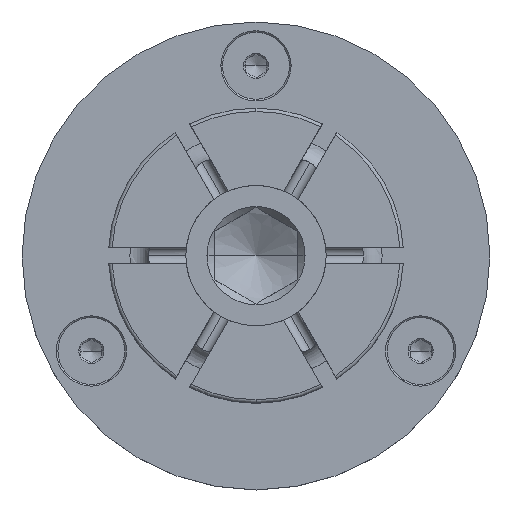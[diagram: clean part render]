
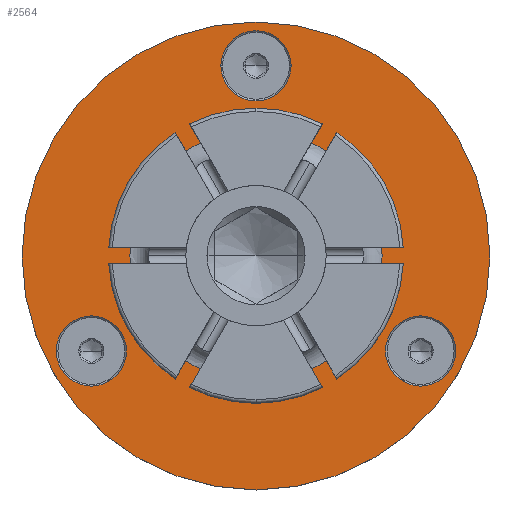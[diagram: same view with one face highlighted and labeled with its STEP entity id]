
A CAD part, top view. The second image highlights one B-rep face of the part: STEP entity #2564.
In plain terms, the highlighted planar face has unit normal (0, 0, 1).
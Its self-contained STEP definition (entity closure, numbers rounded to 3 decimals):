
#986=VERTEX_POINT('',#2725);
#1032=VERTEX_POINT('',#2777);
#1072=EDGE_CURVE('',#2480,#1530,#2820,.T.);
#1092=VERTEX_POINT('',#2843);
#1200=VERTEX_POINT('',#2961);
#1386=EDGE_CURVE('',#2068,#1032,#3159,.T.);
#1526=EDGE_CURVE('',#1092,#1200,#3321,.T.);
#1530=VERTEX_POINT('',#3325);
#1556=EDGE_CURVE('',#2490,#2582,#3355,.T.);
#1742=EDGE_CURVE('',#2582,#2490,#3562,.T.);
#1862=EDGE_CURVE('',#1200,#2142,#3696,.T.);
#1978=EDGE_CURVE('',#2110,#986,#3826,.T.);
#2068=VERTEX_POINT('',#3928);
#2110=VERTEX_POINT('',#3975);
#2142=VERTEX_POINT('',#4009);
#2170=EDGE_CURVE('',#1032,#2068,#4042,.T.);
#2208=EDGE_CURVE('',#986,#2110,#4084,.T.);
#2418=EDGE_CURVE('',#2142,#1092,#4309,.T.);
#2480=VERTEX_POINT('',#4376);
#2490=VERTEX_POINT('',#4386);
#2512=EDGE_CURVE('',#1530,#2480,#4410,.T.);
#2564=ADVANCED_FACE('',(#4465,#4466,#4467,#4468,#4469),#4470,.T.);
#2582=VERTEX_POINT('',#4490);
#2725=CARTESIAN_POINT('',(-21.802,-7.738,6.4));
#2777=CARTESIAN_POINT('',(-4.2,22.75,6.4));
#2820=CIRCLE('',#4969,28.0);
#2843=CARTESIAN_POINT('',(15.1,0.,6.4));
#2961=CARTESIAN_POINT('',(0.,-15.1,6.4));
#3159=CIRCLE('',#5800,4.2);
#3321=CIRCLE('',#6181,15.1);
#3325=CARTESIAN_POINT('',(28.0,0.0,6.4));
#3355=CIRCLE('',#6225,4.2);
#3562=CIRCLE('',#6714,4.2);
#3696=CIRCLE('',#6942,15.1);
#3826=CIRCLE('',#7213,4.2);
#3928=CARTESIAN_POINT('',(4.2,22.75,6.4));
#3975=CARTESIAN_POINT('',(-17.602,-15.012,6.4));
#4009=CARTESIAN_POINT('',(0.,15.1,6.4));
#4042=CIRCLE('',#7743,4.2);
#4084=CIRCLE('',#7851,4.2);
#4309=CIRCLE('',#8401,15.1);
#4376=CARTESIAN_POINT('',(-28.0,0.,6.4));
#4386=CARTESIAN_POINT('',(17.602,-15.012,6.4));
#4410=CIRCLE('',#8620,28.0);
#4465=FACE_BOUND('',#8720,.T.);
#4466=FACE_BOUND('',#8721,.T.);
#4467=FACE_BOUND('',#8722,.T.);
#4468=FACE_BOUND('',#8723,.T.);
#4469=FACE_OUTER_BOUND('',#8724,.T.);
#4470=PLANE('',#8725);
#4490=CARTESIAN_POINT('',(21.802,-7.738,6.4));
#4969=AXIS2_PLACEMENT_3D('',#8993,#8994,#8995);
#5800=AXIS2_PLACEMENT_3D('',#9329,#9330,#9331);
#6181=AXIS2_PLACEMENT_3D('',#9525,#9526,#9527);
#6225=AXIS2_PLACEMENT_3D('',#9572,#9573,#9574);
#6714=AXIS2_PLACEMENT_3D('',#9817,#9818,#9819);
#6942=AXIS2_PLACEMENT_3D('',#9976,#9977,#9978);
#7213=AXIS2_PLACEMENT_3D('',#10140,#10141,#10142);
#7743=AXIS2_PLACEMENT_3D('',#10402,#10403,#10404);
#7851=AXIS2_PLACEMENT_3D('',#10457,#10458,#10459);
#8401=AXIS2_PLACEMENT_3D('',#10661,#10662,#10663);
#8620=AXIS2_PLACEMENT_3D('',#10746,#10747,#10748);
#8720=EDGE_LOOP('',(#10804,#10805));
#8721=EDGE_LOOP('',(#10806,#10807));
#8722=EDGE_LOOP('',(#10808,#10809));
#8723=EDGE_LOOP('',(#10810,#10811,#10812));
#8724=EDGE_LOOP('',(#10813,#10814));
#8725=AXIS2_PLACEMENT_3D('',#10815,#10816,#10817);
#8993=CARTESIAN_POINT('',(0.0,0.0,6.4));
#8994=DIRECTION('',(0.0,0.0,1.0));
#8995=DIRECTION('',(1.0,0.0,0.0));
#9329=CARTESIAN_POINT('',(0.0,22.75,6.4));
#9330=DIRECTION('',(0.0,0.0,-1.0));
#9331=DIRECTION('',(1.0,0.0,0.0));
#9525=CARTESIAN_POINT('',(0.0,0.,6.4));
#9526=DIRECTION('',(0.0,0.,-1.0));
#9527=DIRECTION('',(1.0,0.0,0.0));
#9572=CARTESIAN_POINT('',(19.702,-11.375,6.4));
#9573=DIRECTION('',(-0.0,0.0,-1.0));
#9574=DIRECTION('',(-0.5,-0.866,0.0));
#9817=CARTESIAN_POINT('',(19.702,-11.375,6.4));
#9818=DIRECTION('',(-0.0,0.0,-1.0));
#9819=DIRECTION('',(-0.5,-0.866,0.0));
#9976=CARTESIAN_POINT('',(0.0,0.,6.4));
#9977=DIRECTION('',(0.0,0.,-1.0));
#9978=DIRECTION('',(1.0,0.0,0.0));
#10140=CARTESIAN_POINT('',(-19.702,-11.375,6.4));
#10141=DIRECTION('',(-0.0,0.0,-1.0));
#10142=DIRECTION('',(-0.5,0.866,0.0));
#10402=CARTESIAN_POINT('',(0.0,22.75,6.4));
#10403=DIRECTION('',(0.0,0.0,-1.0));
#10404=DIRECTION('',(1.0,0.0,0.0));
#10457=CARTESIAN_POINT('',(-19.702,-11.375,6.4));
#10458=DIRECTION('',(-0.0,0.0,-1.0));
#10459=DIRECTION('',(-0.5,0.866,0.0));
#10661=CARTESIAN_POINT('',(0.0,0.,6.4));
#10662=DIRECTION('',(0.0,0.,-1.0));
#10663=DIRECTION('',(1.0,0.0,0.0));
#10746=CARTESIAN_POINT('',(0.0,0.0,6.4));
#10747=DIRECTION('',(0.0,0.0,1.0));
#10748=DIRECTION('',(1.0,0.0,0.0));
#10804=ORIENTED_EDGE('',*,*,#1556,.T.);
#10805=ORIENTED_EDGE('',*,*,#1742,.T.);
#10806=ORIENTED_EDGE('',*,*,#2208,.T.);
#10807=ORIENTED_EDGE('',*,*,#1978,.T.);
#10808=ORIENTED_EDGE('',*,*,#1386,.T.);
#10809=ORIENTED_EDGE('',*,*,#2170,.T.);
#10810=ORIENTED_EDGE('',*,*,#1526,.T.);
#10811=ORIENTED_EDGE('',*,*,#1862,.T.);
#10812=ORIENTED_EDGE('',*,*,#2418,.T.);
#10813=ORIENTED_EDGE('',*,*,#2512,.T.);
#10814=ORIENTED_EDGE('',*,*,#1072,.T.);
#10815=CARTESIAN_POINT('',(0.0,0.0,6.4));
#10816=DIRECTION('',(0.0,0.0,1.0));
#10817=DIRECTION('',(1.0,0.0,0.0));
